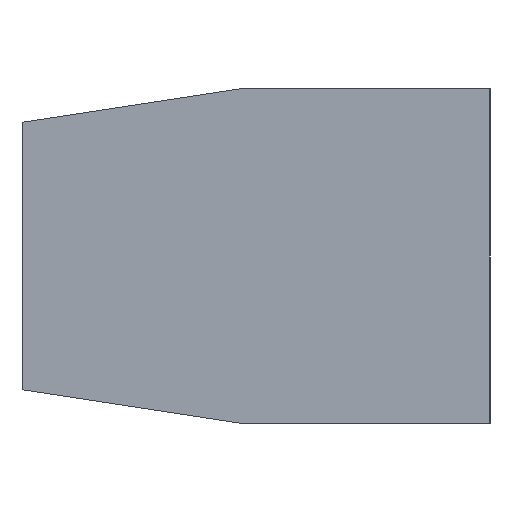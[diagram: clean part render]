
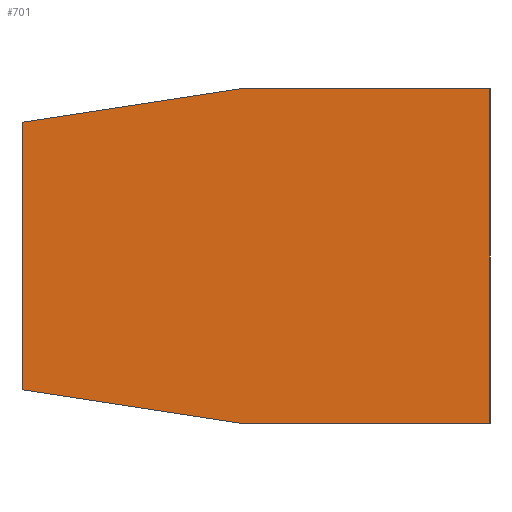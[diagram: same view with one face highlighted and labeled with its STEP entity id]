
A CAD part, left-side view. The second image highlights one B-rep face of the part: STEP entity #701.
In plain terms, the highlighted planar face has unit normal (-1, 0, 0).
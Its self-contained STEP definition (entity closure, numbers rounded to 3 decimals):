
#13 = CARTESIAN_POINT ( 'NONE',  ( 0., 0., 0. ) ) ;
#15 = DIRECTION ( 'NONE',  ( 0., 0., 1. ) ) ;
#45 = EDGE_LOOP ( 'NONE', ( #442, #1587, #1183, #521, #896, #152 ) ) ;
#152 = ORIENTED_EDGE ( 'NONE', *, *, #1407, .T. ) ;
#204 = VERTEX_POINT ( 'NONE', #13 ) ;
#221 = VERTEX_POINT ( 'NONE', #629 ) ;
#318 = CARTESIAN_POINT ( 'NONE',  ( 0., 7.5, -10. ) ) ;
#325 = VECTOR ( 'NONE', #814, 1000. ) ;
#361 = EDGE_CURVE ( 'NONE', #1078, #204, #929, .T. ) ;
#364 = CARTESIAN_POINT ( 'NONE',  ( 0., 14., -9. ) ) ;
#442 = ORIENTED_EDGE ( 'NONE', *, *, #361, .F. ) ;
#521 = ORIENTED_EDGE ( 'NONE', *, *, #1206, .F. ) ;
#526 = CARTESIAN_POINT ( 'NONE',  ( 0., 7.5, 0. ) ) ;
#554 = DIRECTION ( 'NONE',  ( 0., 0., -1. ) ) ;
#577 = LINE ( 'NONE', #592, #1270 ) ;
#592 = CARTESIAN_POINT ( 'NONE',  ( 0., 14., -10. ) ) ;
#595 = LINE ( 'NONE', #1348, #325 ) ;
#629 = CARTESIAN_POINT ( 'NONE',  ( 0., 0., -10. ) ) ;
#668 = PLANE ( 'NONE',  #1010 ) ;
#701 = ADVANCED_FACE ( 'NONE', ( #1291 ), #668, .F. ) ;
#716 = VECTOR ( 'NONE', #15, 1000. ) ;
#749 = LINE ( 'NONE', #1358, #902 ) ;
#803 = DIRECTION ( 'NONE',  ( 0., -1., 0. ) ) ;
#814 = DIRECTION ( 'NONE',  ( 0., 0.988, 0.152 ) ) ;
#874 = VECTOR ( 'NONE', #803, 1000. ) ;
#886 = EDGE_CURVE ( 'NONE', #1115, #1078, #749, .T. ) ;
#896 = ORIENTED_EDGE ( 'NONE', *, *, #1631, .T. ) ;
#902 = VECTOR ( 'NONE', #1242, 1000. ) ;
#917 = EDGE_CURVE ( 'NONE', #928, #1115, #1492, .T. ) ;
#928 = VERTEX_POINT ( 'NONE', #364 ) ;
#929 = LINE ( 'NONE', #1271, #874 ) ;
#1010 = AXIS2_PLACEMENT_3D ( 'NONE', #1174, #1303, #554 ) ;
#1043 = LINE ( 'NONE', #1406, #716 ) ;
#1078 = VERTEX_POINT ( 'NONE', #526 ) ;
#1115 = VERTEX_POINT ( 'NONE', #1550 ) ;
#1174 = CARTESIAN_POINT ( 'NONE',  ( 0., 14., 0. ) ) ;
#1183 = ORIENTED_EDGE ( 'NONE', *, *, #917, .F. ) ;
#1195 = DIRECTION ( 'NONE',  ( 0., -1., 0. ) ) ;
#1206 = EDGE_CURVE ( 'NONE', #1548, #928, #595, .T. ) ;
#1242 = DIRECTION ( 'NONE',  ( 0., -0.988, 0.152 ) ) ;
#1265 = CARTESIAN_POINT ( 'NONE',  ( 0., 14., 0. ) ) ;
#1270 = VECTOR ( 'NONE', #1195, 1000. ) ;
#1271 = CARTESIAN_POINT ( 'NONE',  ( 0., 14., 0. ) ) ;
#1291 = FACE_OUTER_BOUND ( 'NONE', #45, .T. ) ;
#1303 = DIRECTION ( 'NONE',  ( 1., 0., 0. ) ) ;
#1323 = VECTOR ( 'NONE', #1517, 1000. ) ;
#1348 = CARTESIAN_POINT ( 'NONE',  ( 0., 7.5, -10. ) ) ;
#1358 = CARTESIAN_POINT ( 'NONE',  ( 0., 14., -1. ) ) ;
#1406 = CARTESIAN_POINT ( 'NONE',  ( 0., 0., 0. ) ) ;
#1407 = EDGE_CURVE ( 'NONE', #221, #204, #1043, .T. ) ;
#1492 = LINE ( 'NONE', #1265, #1323 ) ;
#1517 = DIRECTION ( 'NONE',  ( 0., 0., 1. ) ) ;
#1548 = VERTEX_POINT ( 'NONE', #318 ) ;
#1550 = CARTESIAN_POINT ( 'NONE',  ( 0., 14., -1. ) ) ;
#1587 = ORIENTED_EDGE ( 'NONE', *, *, #886, .F. ) ;
#1631 = EDGE_CURVE ( 'NONE', #1548, #221, #577, .T. ) ;
